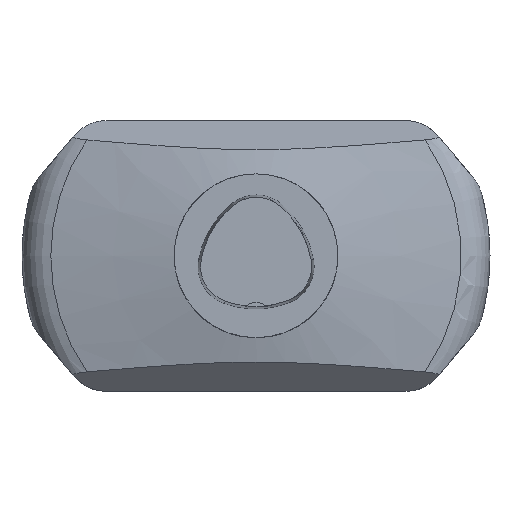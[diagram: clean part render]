
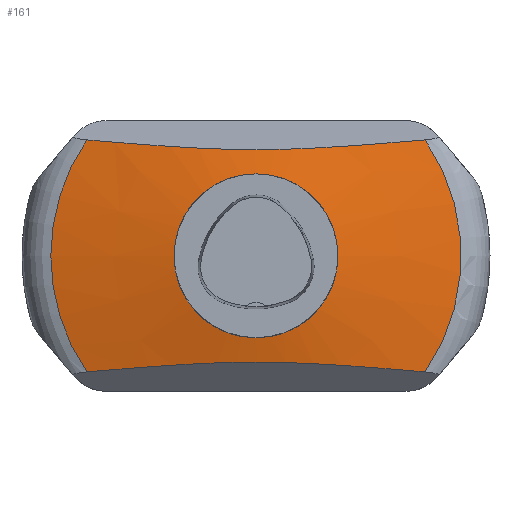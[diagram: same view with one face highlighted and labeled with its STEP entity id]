
A CAD part, top view. The second image highlights one B-rep face of the part: STEP entity #161.
In plain terms, the highlighted conical face has half-angle 78 degrees and reference radius 31.5 mm.
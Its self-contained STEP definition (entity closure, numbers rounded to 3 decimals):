
#43=CONICAL_SURFACE('',#1252,31.5,78.);
#52=FACE_BOUND('',#326,.T.);
#53=FACE_BOUND('',#327,.T.);
#89=CIRCLE('',#1244,31.5);
#90=CIRCLE('',#1246,78.911);
#92=CIRCLE('',#1249,78.911);
#134=B_SPLINE_CURVE_WITH_KNOTS('',3,(#1872,#1873,#1874,#1875,#1876,#1877,
#1878,#1879,#1880,#1881),.UNSPECIFIED.,.F.,.F.,(4,2,2,2,4),(0.,0.25,0.5,
0.75,1.),.UNSPECIFIED.);
#135=B_SPLINE_CURVE_WITH_KNOTS('',3,(#1882,#1883,#1884,#1885,#1886,#1887,
#1888,#1889,#1890,#1891),.UNSPECIFIED.,.F.,.F.,(4,2,2,2,4),(0.,0.25,0.5,
0.75,1.),.UNSPECIFIED.);
#161=ADVANCED_FACE('',(#52,#53),#43,.T.);
#326=EDGE_LOOP('',(#492));
#327=EDGE_LOOP('',(#493,#494,#495,#496));
#492=ORIENTED_EDGE('',*,*,#864,.F.);
#493=ORIENTED_EDGE('',*,*,#881,.F.);
#494=ORIENTED_EDGE('',*,*,#865,.T.);
#495=ORIENTED_EDGE('',*,*,#882,.F.);
#496=ORIENTED_EDGE('',*,*,#875,.T.);
#738=VERTEX_POINT('',#1784);
#739=VERTEX_POINT('',#1787);
#740=VERTEX_POINT('',#1788);
#749=VERTEX_POINT('',#1843);
#750=VERTEX_POINT('',#1845);
#864=EDGE_CURVE('',#738,#738,#89,.T.);
#865=EDGE_CURVE('',#739,#740,#90,.T.);
#875=EDGE_CURVE('',#750,#749,#92,.T.);
#881=EDGE_CURVE('',#739,#749,#134,.T.);
#882=EDGE_CURVE('',#750,#740,#135,.T.);
#1244=AXIS2_PLACEMENT_3D('',#1783,#1446,#1447);
#1246=AXIS2_PLACEMENT_3D('',#1786,#1450,#1451);
#1249=AXIS2_PLACEMENT_3D('',#1844,#1456,#1457);
#1252=AXIS2_PLACEMENT_3D('',#1892,#1462,#1463);
#1446=DIRECTION('',(0.,0.,1.));
#1447=DIRECTION('',(1.,0.,0.));
#1450=DIRECTION('',(0.,0.,1.));
#1451=DIRECTION('',(-1.,0.,0.));
#1456=DIRECTION('',(0.,0.,1.));
#1457=DIRECTION('',(-1.,0.,0.));
#1462=DIRECTION('',(0.,0.,-1.));
#1463=DIRECTION('',(-1.,0.,0.));
#1783=CARTESIAN_POINT('',(0.,0.,-22.1));
#1784=CARTESIAN_POINT('',(31.5,0.,-22.1));
#1786=CARTESIAN_POINT('',(0.,0.,-32.177));
#1787=CARTESIAN_POINT('',(65.083,-44.622,-32.177));
#1788=CARTESIAN_POINT('',(65.083,44.622,-32.177));
#1843=CARTESIAN_POINT('',(-65.083,-44.622,-32.177));
#1844=CARTESIAN_POINT('',(0.,0.,-32.177));
#1845=CARTESIAN_POINT('',(-65.083,44.622,-32.177));
#1872=CARTESIAN_POINT('',(65.083,-44.622,-32.177));
#1873=CARTESIAN_POINT('',(54.378,-43.695,-30.189));
#1874=CARTESIAN_POINT('',(43.663,-42.809,-28.289));
#1875=CARTESIAN_POINT('',(22.147,-41.384,-25.234));
#1876=CARTESIAN_POINT('',(11.342,-40.862,-24.114));
#1877=CARTESIAN_POINT('',(-10.517,-40.837,-24.062));
#1878=CARTESIAN_POINT('',(-21.595,-41.353,-25.166));
#1879=CARTESIAN_POINT('',(-43.416,-42.787,-28.244));
#1880=CARTESIAN_POINT('',(-54.258,-43.684,-30.167));
#1881=CARTESIAN_POINT('',(-65.083,-44.622,-32.177));
#1882=CARTESIAN_POINT('',(-65.083,44.622,-32.177));
#1883=CARTESIAN_POINT('',(-54.378,43.695,-30.189));
#1884=CARTESIAN_POINT('',(-43.663,42.809,-28.289));
#1885=CARTESIAN_POINT('',(-22.147,41.384,-25.234));
#1886=CARTESIAN_POINT('',(-11.342,40.862,-24.114));
#1887=CARTESIAN_POINT('',(10.517,40.837,-24.062));
#1888=CARTESIAN_POINT('',(21.595,41.353,-25.166));
#1889=CARTESIAN_POINT('',(43.416,42.787,-28.244));
#1890=CARTESIAN_POINT('',(54.258,43.684,-30.167));
#1891=CARTESIAN_POINT('',(65.083,44.622,-32.177));
#1892=CARTESIAN_POINT('',(0.,0.,-22.1));
